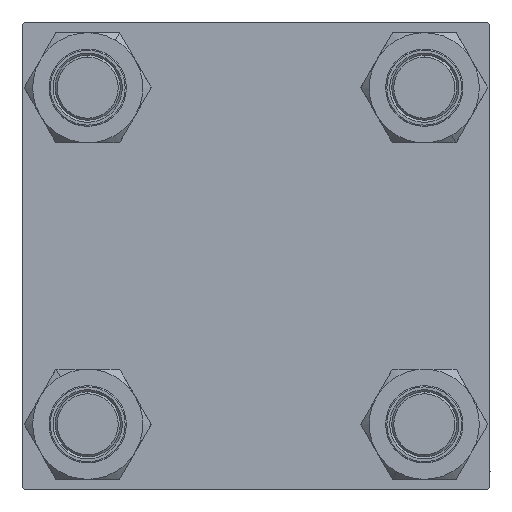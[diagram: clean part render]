
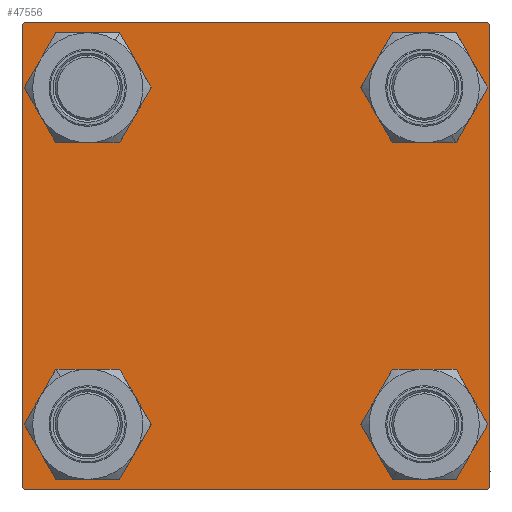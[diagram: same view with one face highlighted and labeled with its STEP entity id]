
A CAD part, left-side view. The second image highlights one B-rep face of the part: STEP entity #47556.
In plain terms, the highlighted planar face has unit normal (-1, 0, 0).
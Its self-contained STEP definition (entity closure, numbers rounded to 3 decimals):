
#80 = VERTEX_POINT ( 'NONE', #42683 ) ;
#184 = EDGE_CURVE ( 'NONE', #19323, #50045, #36966, .T. ) ;
#945 = EDGE_CURVE ( 'NONE', #14669, #28286, #38851, .T. ) ;
#1135 = ORIENTED_EDGE ( 'NONE', *, *, #42354, .T. ) ;
#1709 = AXIS2_PLACEMENT_3D ( 'NONE', #50643, #8211, #4378 ) ;
#1920 = CARTESIAN_POINT ( 'NONE',  ( 0., -57.5, -57. ) ) ;
#2431 = LINE ( 'NONE', #6514, #50341 ) ;
#3044 = CARTESIAN_POINT ( 'NONE',  ( 0., 57.25, 57.25 ) ) ;
#3665 = VERTEX_POINT ( 'NONE', #33497 ) ;
#3817 = LINE ( 'NONE', #35165, #30592 ) ;
#4150 = CARTESIAN_POINT ( 'NONE',  ( 0., -41.35, -49.85 ) ) ;
#4228 = VERTEX_POINT ( 'NONE', #19796 ) ;
#4378 = DIRECTION ( 'NONE',  ( 0., 0., 1. ) ) ;
#4947 = CARTESIAN_POINT ( 'NONE',  ( 0., 0., 0. ) ) ;
#5133 = AXIS2_PLACEMENT_3D ( 'NONE', #32646, #43971, #44484 ) ;
#5993 = AXIS2_PLACEMENT_3D ( 'NONE', #49157, #48665, #25258 ) ;
#6091 = DIRECTION ( 'NONE',  ( 0., 0., 1. ) ) ;
#6341 = DIRECTION ( 'NONE',  ( 1., 0., 0. ) ) ;
#6514 = CARTESIAN_POINT ( 'NONE',  ( 0., 57.5, 57.5 ) ) ;
#6688 = CARTESIAN_POINT ( 'NONE',  ( 0., 57.5, -57.5 ) ) ;
#6841 = AXIS2_PLACEMENT_3D ( 'NONE', #49289, #36742, #29011 ) ;
#7370 = DIRECTION ( 'NONE',  ( 0., 0., 1. ) ) ;
#7756 = ORIENTED_EDGE ( 'NONE', *, *, #43703, .T. ) ;
#7883 = DIRECTION ( 'NONE',  ( 1., 0., 0. ) ) ;
#8211 = DIRECTION ( 'NONE',  ( 1., 0., 0. ) ) ;
#8310 = ORIENTED_EDGE ( 'NONE', *, *, #30022, .T. ) ;
#8460 = CARTESIAN_POINT ( 'NONE',  ( 0., 57.5, 57.5 ) ) ;
#8619 = VECTOR ( 'NONE', #42934, 1000. ) ;
#8869 = CIRCLE ( 'NONE', #35962, 8.5 ) ;
#9213 = EDGE_CURVE ( 'NONE', #38228, #80, #44185, .T. ) ;
#9300 = ORIENTED_EDGE ( 'NONE', *, *, #32948, .T. ) ;
#9554 = PLANE ( 'NONE',  #27476 ) ;
#10177 = CARTESIAN_POINT ( 'NONE',  ( 0., 57., 57.5 ) ) ;
#10302 = EDGE_LOOP ( 'NONE', ( #1135, #8310 ) ) ;
#10472 = DIRECTION ( 'NONE',  ( 0., 0.707, -0.707 ) ) ;
#10528 = CARTESIAN_POINT ( 'NONE',  ( 0., 41.35, -41.35 ) ) ;
#11101 = CARTESIAN_POINT ( 'NONE',  ( 0., -41.35, -32.85 ) ) ;
#11470 = ORIENTED_EDGE ( 'NONE', *, *, #14087, .T. ) ;
#11745 = CIRCLE ( 'NONE', #5993, 8.5 ) ;
#12266 = ORIENTED_EDGE ( 'NONE', *, *, #32401, .T. ) ;
#12878 = CARTESIAN_POINT ( 'NONE',  ( 0., 41.35, -49.85 ) ) ;
#12909 = FACE_BOUND ( 'NONE', #10302, .T. ) ;
#13181 = ORIENTED_EDGE ( 'NONE', *, *, #16316, .T. ) ;
#13453 = ORIENTED_EDGE ( 'NONE', *, *, #20142, .T. ) ;
#13456 = LINE ( 'NONE', #13703, #42803 ) ;
#13703 = CARTESIAN_POINT ( 'NONE',  ( 0., -57.5, 57.5 ) ) ;
#14087 = EDGE_CURVE ( 'NONE', #47609, #4228, #8869, .T. ) ;
#14669 = VERTEX_POINT ( 'NONE', #26517 ) ;
#14679 = VERTEX_POINT ( 'NONE', #18556 ) ;
#16147 = CARTESIAN_POINT ( 'NONE',  ( 0., -41.35, 32.85 ) ) ;
#16316 = EDGE_CURVE ( 'NONE', #28286, #29081, #32333, .T. ) ;
#17073 = DIRECTION ( 'NONE',  ( 0., 0., -1. ) ) ;
#17520 = DIRECTION ( 'NONE',  ( -1., 0., 0. ) ) ;
#17732 = DIRECTION ( 'NONE',  ( 1., 0., 0. ) ) ;
#17763 = CARTESIAN_POINT ( 'NONE',  ( 0., 41.35, 49.85 ) ) ;
#17819 = VECTOR ( 'NONE', #31857, 1000. ) ;
#18100 = VERTEX_POINT ( 'NONE', #16147 ) ;
#18556 = CARTESIAN_POINT ( 'NONE',  ( 0., 41.35, -32.85 ) ) ;
#19323 = VERTEX_POINT ( 'NONE', #11101 ) ;
#19508 = VERTEX_POINT ( 'NONE', #25423 ) ;
#19796 = CARTESIAN_POINT ( 'NONE',  ( 0., 41.35, 32.85 ) ) ;
#19895 = ORIENTED_EDGE ( 'NONE', *, *, #31465, .T. ) ;
#20142 = EDGE_CURVE ( 'NONE', #30214, #14679, #47661, .T. ) ;
#20590 = VECTOR ( 'NONE', #38328, 1000. ) ;
#21360 = EDGE_LOOP ( 'NONE', ( #11470, #19895 ) ) ;
#22284 = ORIENTED_EDGE ( 'NONE', *, *, #43326, .T. ) ;
#22603 = DIRECTION ( 'NONE',  ( 0., 0., 1. ) ) ;
#24092 = CARTESIAN_POINT ( 'NONE',  ( 0., 57.5, -57. ) ) ;
#25258 = DIRECTION ( 'NONE',  ( 0., 0., 1. ) ) ;
#25423 = CARTESIAN_POINT ( 'NONE',  ( 0., -41.35, 49.85 ) ) ;
#25465 = AXIS2_PLACEMENT_3D ( 'NONE', #37288, #17732, #49341 ) ;
#25466 = FACE_BOUND ( 'NONE', #26155, .T. ) ;
#25524 = EDGE_CURVE ( 'NONE', #38093, #14669, #3817, .T. ) ;
#25545 = DIRECTION ( 'NONE',  ( 0., 0., -1. ) ) ;
#25725 = FACE_BOUND ( 'NONE', #33731, .T. ) ;
#26002 = ORIENTED_EDGE ( 'NONE', *, *, #9213, .F. ) ;
#26155 = EDGE_LOOP ( 'NONE', ( #22284, #13453 ) ) ;
#26517 = CARTESIAN_POINT ( 'NONE',  ( 0., 57., -57.5 ) ) ;
#26813 = ORIENTED_EDGE ( 'NONE', *, *, #50218, .T. ) ;
#27476 = AXIS2_PLACEMENT_3D ( 'NONE', #4947, #17520, #33196 ) ;
#27662 = CARTESIAN_POINT ( 'NONE',  ( 0., -41.35, -41.35 ) ) ;
#27907 = VECTOR ( 'NONE', #10472, 1000. ) ;
#28286 = VERTEX_POINT ( 'NONE', #50837 ) ;
#28620 = LINE ( 'NONE', #46275, #8619 ) ;
#28810 = VERTEX_POINT ( 'NONE', #42055 ) ;
#29011 = DIRECTION ( 'NONE',  ( 0., 0., 1. ) ) ;
#29081 = VERTEX_POINT ( 'NONE', #1920 ) ;
#29778 = CIRCLE ( 'NONE', #5133, 8.5 ) ;
#30022 = EDGE_CURVE ( 'NONE', #18100, #19508, #11745, .T. ) ;
#30214 = VERTEX_POINT ( 'NONE', #12878 ) ;
#30592 = VECTOR ( 'NONE', #46989, 1000. ) ;
#30631 = AXIS2_PLACEMENT_3D ( 'NONE', #10528, #49598, #22603 ) ;
#31465 = EDGE_CURVE ( 'NONE', #4228, #47609, #42970, .T. ) ;
#31857 = DIRECTION ( 'NONE',  ( 0., -1., 0. ) ) ;
#32333 = LINE ( 'NONE', #36956, #45050 ) ;
#32401 = EDGE_CURVE ( 'NONE', #3665, #80, #28620, .T. ) ;
#32646 = CARTESIAN_POINT ( 'NONE',  ( 0., -41.35, 41.35 ) ) ;
#32948 = EDGE_CURVE ( 'NONE', #38228, #28810, #38512, .T. ) ;
#33196 = DIRECTION ( 'NONE',  ( 0., 0., 1. ) ) ;
#33497 = CARTESIAN_POINT ( 'NONE',  ( 0., -57.5, 57. ) ) ;
#33578 = ORIENTED_EDGE ( 'NONE', *, *, #184, .T. ) ;
#33731 = EDGE_LOOP ( 'NONE', ( #33578, #26813 ) ) ;
#33846 = EDGE_LOOP ( 'NONE', ( #7756, #42447, #34789, #13181, #34262, #12266, #26002, #9300 ) ) ;
#33896 = CIRCLE ( 'NONE', #30631, 8.5 ) ;
#34262 = ORIENTED_EDGE ( 'NONE', *, *, #35595, .F. ) ;
#34789 = ORIENTED_EDGE ( 'NONE', *, *, #945, .T. ) ;
#35165 = CARTESIAN_POINT ( 'NONE',  ( 0., 57.25, -57.25 ) ) ;
#35595 = EDGE_CURVE ( 'NONE', #3665, #29081, #13456, .T. ) ;
#35962 = AXIS2_PLACEMENT_3D ( 'NONE', #40563, #6341, #6091 ) ;
#36319 = FACE_OUTER_BOUND ( 'NONE', #33846, .T. ) ;
#36742 = DIRECTION ( 'NONE',  ( 1., 0., 0. ) ) ;
#36956 = CARTESIAN_POINT ( 'NONE',  ( 0., -57.25, -57.25 ) ) ;
#36966 = CIRCLE ( 'NONE', #1709, 8.5 ) ;
#37069 = FACE_BOUND ( 'NONE', #21360, .T. ) ;
#37288 = CARTESIAN_POINT ( 'NONE',  ( 0., 41.35, -41.35 ) ) ;
#38093 = VERTEX_POINT ( 'NONE', #24092 ) ;
#38228 = VERTEX_POINT ( 'NONE', #10177 ) ;
#38328 = DIRECTION ( 'NONE',  ( 0., -1., 0. ) ) ;
#38512 = LINE ( 'NONE', #3044, #27907 ) ;
#38851 = LINE ( 'NONE', #6688, #20590 ) ;
#39088 = AXIS2_PLACEMENT_3D ( 'NONE', #27662, #7883, #7370 ) ;
#40563 = CARTESIAN_POINT ( 'NONE',  ( 0., 41.35, 41.35 ) ) ;
#42055 = CARTESIAN_POINT ( 'NONE',  ( 0., 57.5, 57. ) ) ;
#42354 = EDGE_CURVE ( 'NONE', #19508, #18100, #29778, .T. ) ;
#42447 = ORIENTED_EDGE ( 'NONE', *, *, #25524, .T. ) ;
#42683 = CARTESIAN_POINT ( 'NONE',  ( 0., -57., 57.5 ) ) ;
#42803 = VECTOR ( 'NONE', #17073, 1000. ) ;
#42934 = DIRECTION ( 'NONE',  ( 0., 0.707, 0.707 ) ) ;
#42970 = CIRCLE ( 'NONE', #6841, 8.5 ) ;
#43326 = EDGE_CURVE ( 'NONE', #14679, #30214, #33896, .T. ) ;
#43703 = EDGE_CURVE ( 'NONE', #28810, #38093, #2431, .T. ) ;
#43971 = DIRECTION ( 'NONE',  ( 1., 0., 0. ) ) ;
#44185 = LINE ( 'NONE', #8460, #17819 ) ;
#44484 = DIRECTION ( 'NONE',  ( 0., 0., 1. ) ) ;
#44793 = CIRCLE ( 'NONE', #39088, 8.5 ) ;
#45050 = VECTOR ( 'NONE', #48764, 1000. ) ;
#46275 = CARTESIAN_POINT ( 'NONE',  ( 0., -57.25, 57.25 ) ) ;
#46989 = DIRECTION ( 'NONE',  ( 0., -0.707, -0.707 ) ) ;
#47556 = ADVANCED_FACE ( 'NONE', ( #12909, #25725, #25466, #37069, #36319 ), #9554, .T. ) ;
#47609 = VERTEX_POINT ( 'NONE', #17763 ) ;
#47661 = CIRCLE ( 'NONE', #25465, 8.5 ) ;
#48665 = DIRECTION ( 'NONE',  ( 1., 0., 0. ) ) ;
#48764 = DIRECTION ( 'NONE',  ( 0., -0.707, 0.707 ) ) ;
#49157 = CARTESIAN_POINT ( 'NONE',  ( 0., -41.35, 41.35 ) ) ;
#49289 = CARTESIAN_POINT ( 'NONE',  ( 0., 41.35, 41.35 ) ) ;
#49341 = DIRECTION ( 'NONE',  ( 0., 0., 1. ) ) ;
#49598 = DIRECTION ( 'NONE',  ( 1., 0., 0. ) ) ;
#50045 = VERTEX_POINT ( 'NONE', #4150 ) ;
#50218 = EDGE_CURVE ( 'NONE', #50045, #19323, #44793, .T. ) ;
#50341 = VECTOR ( 'NONE', #25545, 1000. ) ;
#50643 = CARTESIAN_POINT ( 'NONE',  ( 0., -41.35, -41.35 ) ) ;
#50837 = CARTESIAN_POINT ( 'NONE',  ( 0., -57., -57.5 ) ) ;
